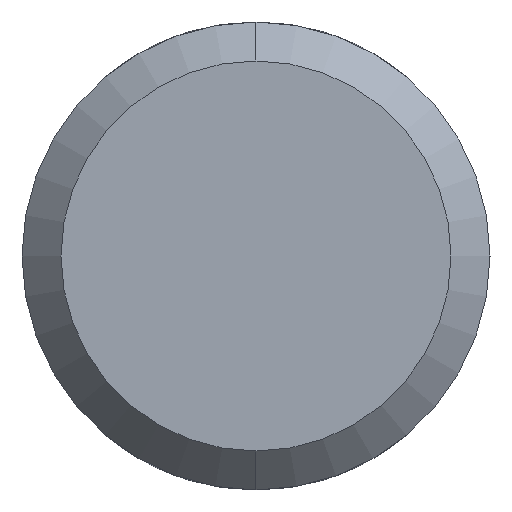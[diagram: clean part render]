
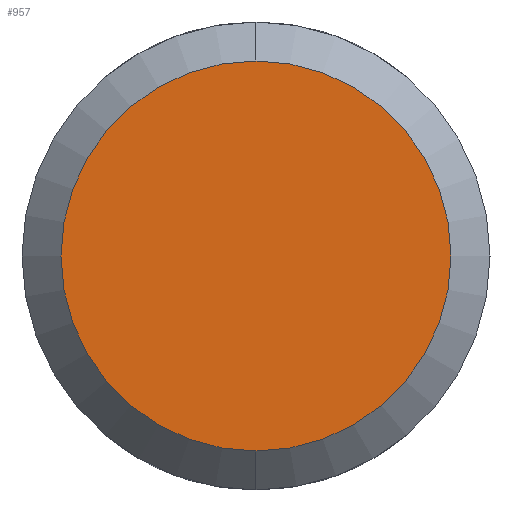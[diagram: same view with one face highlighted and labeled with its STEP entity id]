
A CAD part, left-side view. The second image highlights one B-rep face of the part: STEP entity #957.
In plain terms, the highlighted planar face has unit normal (-1, 0, 0).
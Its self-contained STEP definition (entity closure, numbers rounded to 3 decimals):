
#323=CARTESIAN_POINT('',(0.,0.,0.));
#324=DIRECTION('',(-1.,0.,0.));
#325=DIRECTION('',(0.,0.,-1.));
#326=AXIS2_PLACEMENT_3D('',#323,#324,#325);
#328=CARTESIAN_POINT('',(0.,0.,0.));
#329=DIRECTION('',(1.,0.,0.));
#330=DIRECTION('',(0.,0.,-1.));
#331=AXIS2_PLACEMENT_3D('',#328,#329,#330);
#359=CARTESIAN_POINT('',(0.,0.,-5.));
#360=CARTESIAN_POINT('',(0.,0.,5.));
#361=VERTEX_POINT('',#359);
#362=VERTEX_POINT('',#360);
#948=CARTESIAN_POINT('',(0.,0.,0.));
#949=DIRECTION('',(1.,0.,0.));
#950=DIRECTION('',(0.,0.,1.));
#951=AXIS2_PLACEMENT_3D('',#948,#949,#950);
#952=PLANE('',#951);
#953=ORIENTED_EDGE('',*,*,#894,.F.);
#954=ORIENTED_EDGE('',*,*,#916,.T.);
#955=EDGE_LOOP('',(#953,#954));
#956=FACE_OUTER_BOUND('',#955,.F.);
#957=ADVANCED_FACE('',(#956),#952,.F.);
#327=CIRCLE('',#326,5.);
#332=CIRCLE('',#331,5.);
#894=EDGE_CURVE('',#361,#362,#327,.T.);
#916=EDGE_CURVE('',#361,#362,#332,.T.);
